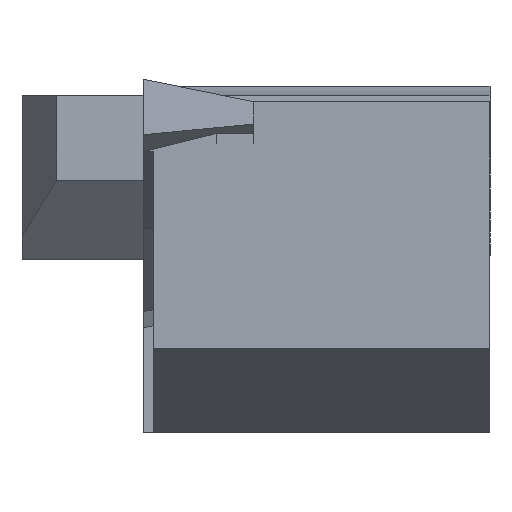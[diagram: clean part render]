
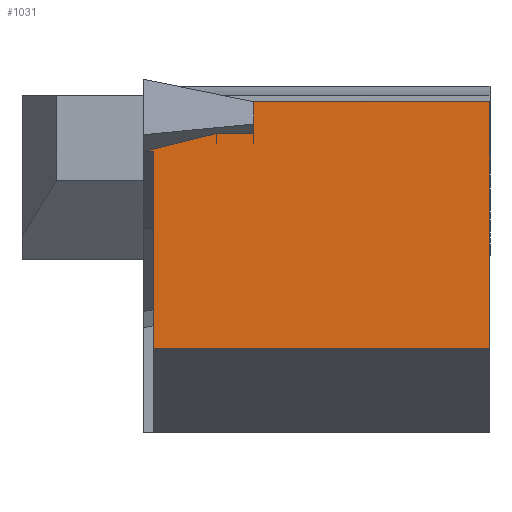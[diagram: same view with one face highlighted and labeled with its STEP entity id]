
A CAD part, left-side view. The second image highlights one B-rep face of the part: STEP entity #1031.
In plain terms, the highlighted planar face has unit normal (-1, 0, -0.018).
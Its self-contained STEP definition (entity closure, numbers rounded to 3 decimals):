
#94 = DIRECTION ( 'NONE',  ( -0.017, 0., 1. ) ) ;
#115 = VECTOR ( 'NONE', #626, 1000. ) ;
#180 = CARTESIAN_POINT ( 'NONE',  ( 0.735, -3.18, -6.495 ) ) ;
#208 = VERTEX_POINT ( 'NONE', #775 ) ;
#301 = CARTESIAN_POINT ( 'NONE',  ( 0.655, -0.3, -1.891 ) ) ;
#332 = EDGE_LOOP ( 'NONE', ( #2250, #838, #523, #1272, #1446, #2066, #1719, #1491, #432 ) ) ;
#340 = CARTESIAN_POINT ( 'NONE',  ( 0.796, -0.3, -10. ) ) ;
#349 = DIRECTION ( 'NONE',  ( 0., -1., 0. ) ) ;
#405 = LINE ( 'NONE', #301, #711 ) ;
#432 = ORIENTED_EDGE ( 'NONE', *, *, #2569, .F. ) ;
#437 = DIRECTION ( 'NONE',  ( 1., 0., 0.017 ) ) ;
#439 = EDGE_CURVE ( 'NONE', #489, #1957, #1498, .T. ) ;
#487 = EDGE_CURVE ( 'NONE', #1487, #2320, #2188, .T. ) ;
#489 = VERTEX_POINT ( 'NONE', #3103 ) ;
#523 = ORIENTED_EDGE ( 'NONE', *, *, #1936, .F. ) ;
#576 = LINE ( 'NONE', #2005, #115 ) ;
#612 = CARTESIAN_POINT ( 'NONE',  ( 0.655, 0., -1.891 ) ) ;
#618 = EDGE_CURVE ( 'NONE', #2931, #208, #1731, .T. ) ;
#626 = DIRECTION ( 'NONE',  ( 0.017, 0., -1. ) ) ;
#711 = VECTOR ( 'NONE', #1506, 1000. ) ;
#725 = EDGE_CURVE ( 'NONE', #744, #2732, #1726, .T. ) ;
#744 = VERTEX_POINT ( 'NONE', #612 ) ;
#775 = CARTESIAN_POINT ( 'NONE',  ( 0.646, -3.18, -1.366 ) ) ;
#833 = CARTESIAN_POINT ( 'NONE',  ( 0.655, -0.3, -1.891 ) ) ;
#838 = ORIENTED_EDGE ( 'NONE', *, *, #2782, .F. ) ;
#884 = CARTESIAN_POINT ( 'NONE',  ( 0.754, 128.867, -7.573 ) ) ;
#935 = DIRECTION ( 'NONE',  ( 0.017, 0., -1. ) ) ;
#958 = AXIS2_PLACEMENT_3D ( 'NONE', #884, #437, #1104 ) ;
#1031 = ADVANCED_FACE ( 'NONE', ( #2527 ), #2918, .F. ) ;
#1104 = DIRECTION ( 'NONE',  ( 0.017, 0., -1. ) ) ;
#1137 = CARTESIAN_POINT ( 'NONE',  ( 0.754, -0.3, -7.573 ) ) ;
#1221 = CARTESIAN_POINT ( 'NONE',  ( 0.754, 128.867, -7.573 ) ) ;
#1272 = ORIENTED_EDGE ( 'NONE', *, *, #487, .T. ) ;
#1363 = VECTOR ( 'NONE', #935, 1000. ) ;
#1393 = VECTOR ( 'NONE', #1965, 1000. ) ;
#1446 = ORIENTED_EDGE ( 'NONE', *, *, #2516, .T. ) ;
#1447 = DIRECTION ( 'NONE',  ( 0., -1., 0. ) ) ;
#1468 = CARTESIAN_POINT ( 'NONE',  ( 0.63, 128.867, -0.452 ) ) ;
#1487 = VERTEX_POINT ( 'NONE', #1137 ) ;
#1491 = ORIENTED_EDGE ( 'NONE', *, *, #618, .T. ) ;
#1498 = LINE ( 'NONE', #1468, #2179 ) ;
#1506 = DIRECTION ( 'NONE',  ( 0., 1., 0. ) ) ;
#1551 = CARTESIAN_POINT ( 'NONE',  ( 0.646, -3.18, -1.366 ) ) ;
#1719 = ORIENTED_EDGE ( 'NONE', *, *, #2526, .T. ) ;
#1726 = LINE ( 'NONE', #2021, #2267 ) ;
#1731 = LINE ( 'NONE', #180, #1363 ) ;
#1768 = LINE ( 'NONE', #1551, #2337 ) ;
#1803 = LINE ( 'NONE', #1986, #1393 ) ;
#1905 = VECTOR ( 'NONE', #1447, 1000. ) ;
#1936 = EDGE_CURVE ( 'NONE', #1487, #2300, #2582, .T. ) ;
#1957 = VERTEX_POINT ( 'NONE', #2995 ) ;
#1965 = DIRECTION ( 'NONE',  ( -0.017, 0., 1. ) ) ;
#1986 = CARTESIAN_POINT ( 'NONE',  ( 0.622, -10., 0.011 ) ) ;
#2005 = CARTESIAN_POINT ( 'NONE',  ( 0.735, -3.18, -6.495 ) ) ;
#2021 = CARTESIAN_POINT ( 'NONE',  ( 0.66, 1.11, -2.168 ) ) ;
#2066 = ORIENTED_EDGE ( 'NONE', *, *, #439, .F. ) ;
#2179 = VECTOR ( 'NONE', #2638, 1000. ) ;
#2188 = LINE ( 'NONE', #1221, #1905 ) ;
#2250 = ORIENTED_EDGE ( 'NONE', *, *, #725, .F. ) ;
#2267 = VECTOR ( 'NONE', #2616, 1000. ) ;
#2300 = VERTEX_POINT ( 'NONE', #833 ) ;
#2320 = VERTEX_POINT ( 'NONE', #2705 ) ;
#2337 = VECTOR ( 'NONE', #349, 1000. ) ;
#2354 = VECTOR ( 'NONE', #94, 1000. ) ;
#2405 = CARTESIAN_POINT ( 'NONE',  ( 0.646, -2.099, -1.366 ) ) ;
#2516 = EDGE_CURVE ( 'NONE', #2320, #1957, #1803, .T. ) ;
#2526 = EDGE_CURVE ( 'NONE', #489, #2931, #576, .T. ) ;
#2527 = FACE_OUTER_BOUND ( 'NONE', #332, .T. ) ;
#2569 = EDGE_CURVE ( 'NONE', #2732, #208, #1768, .T. ) ;
#2582 = LINE ( 'NONE', #340, #2354 ) ;
#2616 = DIRECTION ( 'NONE',  ( -0.004, -0.97, 0.243 ) ) ;
#2638 = DIRECTION ( 'NONE',  ( 0., -1., 0. ) ) ;
#2705 = CARTESIAN_POINT ( 'NONE',  ( 0.754, -10., -7.573 ) ) ;
#2732 = VERTEX_POINT ( 'NONE', #2405 ) ;
#2782 = EDGE_CURVE ( 'NONE', #2300, #744, #405, .T. ) ;
#2918 = PLANE ( 'NONE',  #958 ) ;
#2931 = VERTEX_POINT ( 'NONE', #3082 ) ;
#2995 = CARTESIAN_POINT ( 'NONE',  ( 0.63, -10., -0.452 ) ) ;
#3082 = CARTESIAN_POINT ( 'NONE',  ( 0.641, -3.18, -1.096 ) ) ;
#3103 = CARTESIAN_POINT ( 'NONE',  ( 0.63, -3.18, -0.452 ) ) ;
